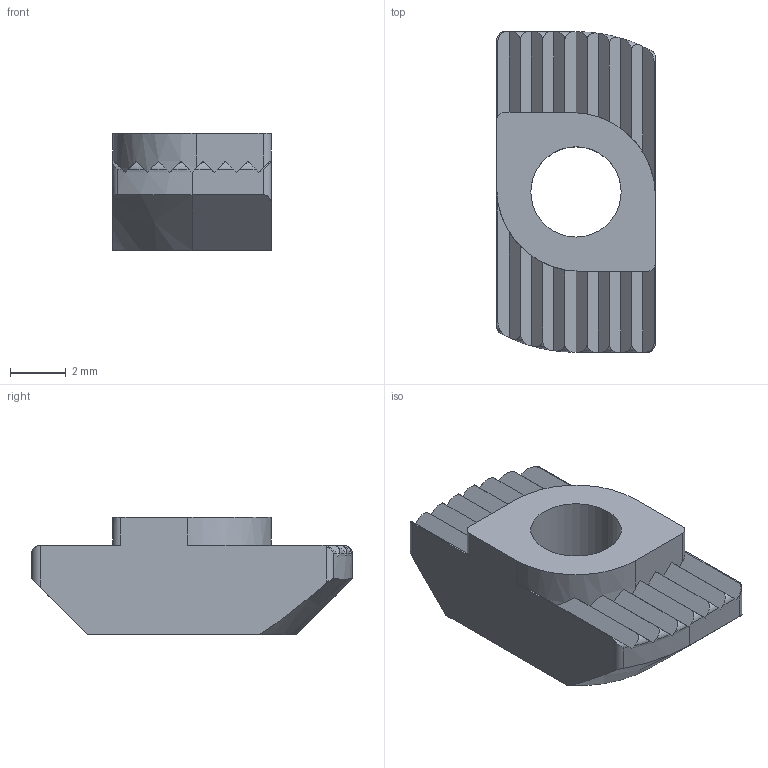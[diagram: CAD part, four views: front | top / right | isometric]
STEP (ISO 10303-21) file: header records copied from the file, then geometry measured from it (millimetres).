
FILE_DESCRIPTION (( 'STEP AP203' ), '1' );
FILE_NAME ('462536599_c_1.STEP', '2023-01-08T06:51:14', ( '' ), ( '' ), 'SwSTEP 2.0', 'SolidWorks 2014', '' );
FILE_SCHEMA (( 'CONFIG_CONTROL_DESIGN' ));
Length unit declared in the file: millimetre
Products named in the file (1): 462536599_c_1
Bounding box: 5.7 x 11.5 x 4.2 mm (x, y, z)
Volume: 168.6 mm3; surface area: 271.9 mm2
Topology: 1 solids, 1 shells, 72 faces, 204 edges, 134 vertices
Faces by surface type: plane 42, cylinder 20, torus 8, cone 2
Entity records: 2477 total; most frequent: CARTESIAN_POINT 695, ORIENTED_EDGE 408, DIRECTION 304, EDGE_CURVE 204, VERTEX_POINT 134, VECTOR 106, LINE 106, AXIS2_PLACEMENT_3D 99
